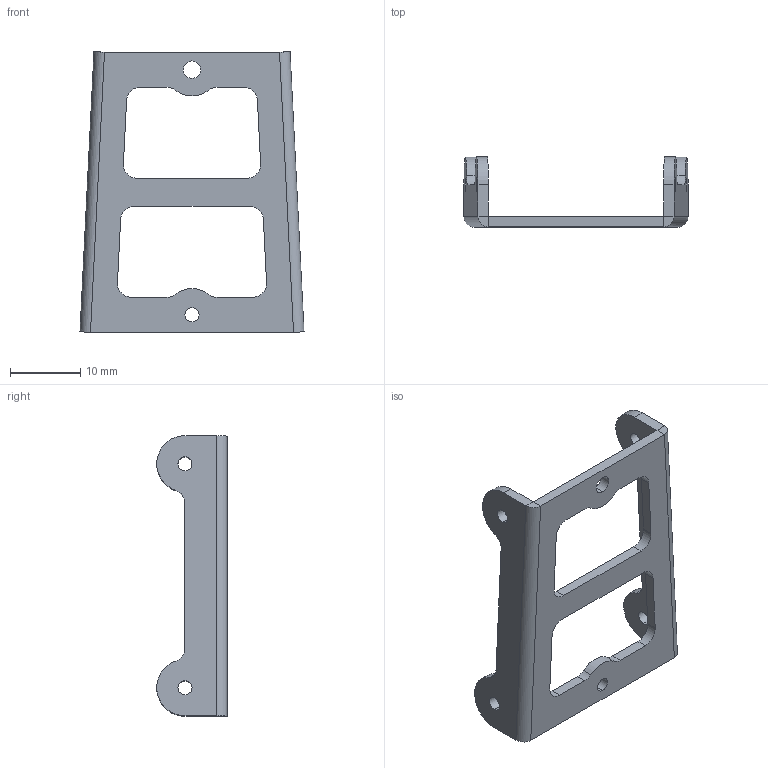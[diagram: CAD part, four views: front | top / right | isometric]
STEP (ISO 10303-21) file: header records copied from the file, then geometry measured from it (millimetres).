
FILE_DESCRIPTION (( 'STEP AP214' ), '1' );
FILE_NAME ('022_ForeArmSkewSpacer_Alu_Bend_NimbroOP_v0.1.STEP', '2012-10-07T10:51:54', ( 'schreiber' ), ( '' ), 'SwSTEP 2.0', 'SolidWorks 2012', '' );
FILE_SCHEMA (( 'AUTOMOTIVE_DESIGN' ));
Length unit declared in the file: millimetre
Products named in the file (1): 022_ForeArmSkewSpacer_Alu_Bend_NimbroOP_v0.1
Bounding box: 32 x 10 x 40.07 mm (x, y, z)
Volume: 1672.5 mm3; surface area: 2737.7 mm2
Topology: 1 solids, 1 shells, 73 faces, 197 edges, 126 vertices
Faces by surface type: cylinder 41, plane 32
Entity records: 2371 total; most frequent: DIRECTION 427, CARTESIAN_POINT 397, ORIENTED_EDGE 394, EDGE_CURVE 197, AXIS2_PLACEMENT_3D 156, VERTEX_POINT 126, LINE 115, VECTOR 115
